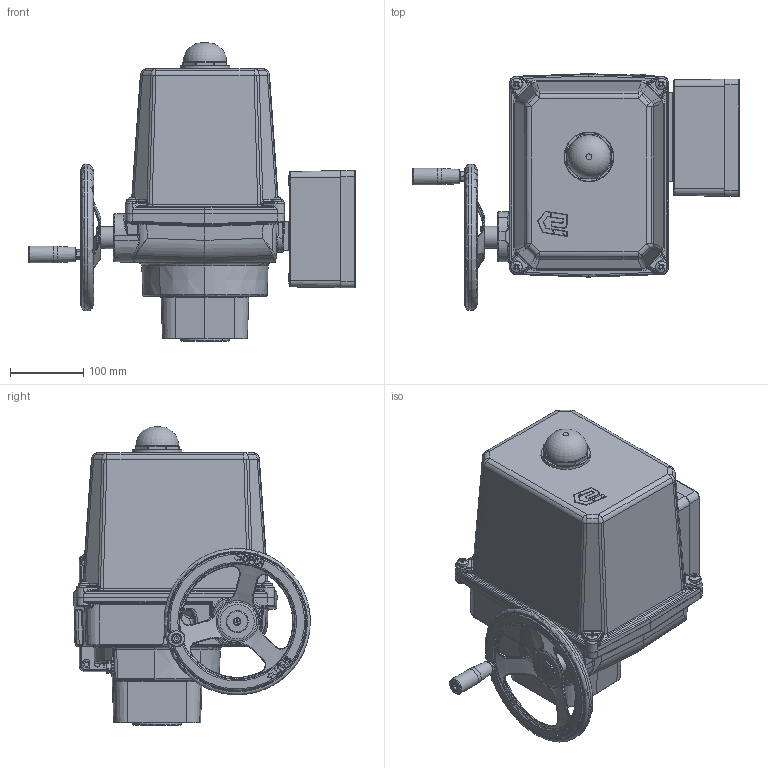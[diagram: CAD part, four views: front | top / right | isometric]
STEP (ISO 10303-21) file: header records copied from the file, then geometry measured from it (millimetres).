
FILE_DESCRIPTION(('HOOPS Exchange Step'),'2;1');
FILE_NAME('AN0301_503-703_F10.stp','2025-04-25T13:36:43+02:00',('nieru'),('Unknown organisation'),'HOOPS Exchange 2024.2','HOOPS Exchange','Unknown authorisation');
FILE_SCHEMA( ('AP203_CONFIGURATION_CONTROLLED_3D_DESIGN_OF_MECHANICAL_PARTS_AND_ASSEMBLIES_MIM_LF') );
Length unit declared in the file: millimetre
Products named in the file (5): 0; root
Assembly tree (4 placements, depth 3):
  root
    0
      0
      0
      0
Bounding box: 446.54 x 323.28 x 407.7 mm (x, y, z)
Volume: 16344870.2 mm3; surface area: 909346 mm2
Topology: 35 solids, 35 shells, 2554 faces, 6389 edges, 3889 vertices
Faces by surface type: cylinder 965, plane 565, bspline 384, torus 379, cone 181, sphere 80
Full cylindrical faces by diameter (mm): 3.1 x1, 3.219 x1, 4.773 x1, 6 x5, 6.647 x1, 7 x4, 7.852 x1, 8 x5, 8.376 x4, 9 x1, 10 x4, 10.5 x1, 11 x4, 13 x1, 13.5 x1, 15.875 x1, 16 x1, 20 x3, 23 x1, 24 x2, 30 x3, 42 x2, 55 x2, 58.632 x1, 60.2 x1, 68 x1, 74.53 x1, 196 x1, 200 x1
Entity records: 188558 total; most frequent: CARTESIAN_POINT 132645, ORIENTED_EDGE 12578, DIRECTION 10030, EDGE_CURVE 6289, AXIS2_PLACEMENT_3D 3980, VERTEX_POINT 3889, EDGE_LOOP 2686, FACE_BOUND 2686
